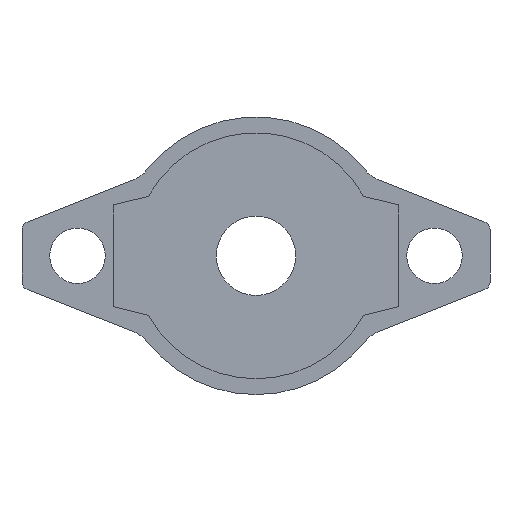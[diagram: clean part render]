
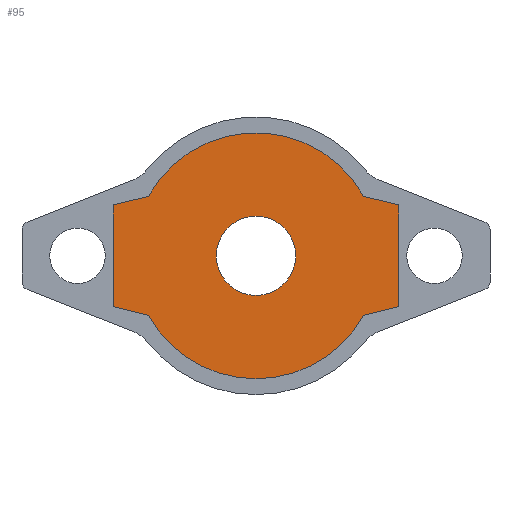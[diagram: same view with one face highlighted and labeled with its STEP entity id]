
A CAD part, front view. The second image highlights one B-rep face of the part: STEP entity #95.
In plain terms, the highlighted planar face has unit normal (0, -1, 0).
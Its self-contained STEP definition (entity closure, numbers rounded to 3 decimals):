
#19 = DIRECTION ( 'NONE',  ( 0., 0., -1. ) ) ;
#30 = CIRCLE ( 'NONE', #206, 5. ) ;
#45 = LINE ( 'NONE', #1367, #624 ) ;
#81 = CARTESIAN_POINT ( 'NONE',  ( 0., 2., 0. ) ) ;
#95 = ADVANCED_FACE ( 'NONE', ( #918, #1221 ), #780, .T. ) ;
#100 = AXIS2_PLACEMENT_3D ( 'NONE', #1341, #1121, #19 ) ;
#130 = AXIS2_PLACEMENT_3D ( 'NONE', #232, #368, #168 ) ;
#141 = CARTESIAN_POINT ( 'NONE',  ( 0., 2., 0. ) ) ;
#161 = VECTOR ( 'NONE', #431, 1000. ) ;
#168 = DIRECTION ( 'NONE',  ( 0., 0., -1. ) ) ;
#172 = ORIENTED_EDGE ( 'NONE', *, *, #1316, .T. ) ;
#178 = CARTESIAN_POINT ( 'NONE',  ( 0., 2., 0. ) ) ;
#184 = VECTOR ( 'NONE', #927, 1000. ) ;
#206 = AXIS2_PLACEMENT_3D ( 'NONE', #556, #872, #580 ) ;
#211 = AXIS2_PLACEMENT_3D ( 'NONE', #141, #661, #366 ) ;
#215 = EDGE_CURVE ( 'NONE', #475, #1165, #45, .T. ) ;
#225 = CIRCLE ( 'NONE', #100, 5. ) ;
#232 = CARTESIAN_POINT ( 'NONE',  ( 0., 2., 0. ) ) ;
#274 = VERTEX_POINT ( 'NONE', #476 ) ;
#300 = LINE ( 'NONE', #629, #1251 ) ;
#321 = EDGE_CURVE ( 'NONE', #1404, #600, #866, .T. ) ;
#364 = AXIS2_PLACEMENT_3D ( 'NONE', #81, #511, #1053 ) ;
#366 = DIRECTION ( 'NONE',  ( 0., 0., -1. ) ) ;
#368 = DIRECTION ( 'NONE',  ( 0., -1., 0. ) ) ;
#374 = CARTESIAN_POINT ( 'NONE',  ( -18., 2., -6.407 ) ) ;
#420 = CARTESIAN_POINT ( 'NONE',  ( 0., 2., -5. ) ) ;
#431 = DIRECTION ( 'NONE',  ( 0., 0., 1. ) ) ;
#475 = VERTEX_POINT ( 'NONE', #1299 ) ;
#476 = CARTESIAN_POINT ( 'NONE',  ( 0., 2., 5. ) ) ;
#487 = ORIENTED_EDGE ( 'NONE', *, *, #604, .T. ) ;
#492 = CIRCLE ( 'NONE', #573, 15.5 ) ;
#511 = DIRECTION ( 'NONE',  ( 0., -1., 0. ) ) ;
#514 = VECTOR ( 'NONE', #920, 1000. ) ;
#515 = CARTESIAN_POINT ( 'NONE',  ( -13.565, 2., -7.5 ) ) ;
#516 = VERTEX_POINT ( 'NONE', #1383 ) ;
#523 = EDGE_CURVE ( 'NONE', #1165, #1063, #847, .T. ) ;
#531 = ORIENTED_EDGE ( 'NONE', *, *, #715, .F. ) ;
#556 = CARTESIAN_POINT ( 'NONE',  ( 0., 2., 0. ) ) ;
#573 = AXIS2_PLACEMENT_3D ( 'NONE', #178, #820, #1412 ) ;
#577 = LINE ( 'NONE', #1017, #514 ) ;
#580 = DIRECTION ( 'NONE',  ( 0., 0., -1. ) ) ;
#586 = EDGE_CURVE ( 'NONE', #600, #475, #492, .T. ) ;
#592 = EDGE_CURVE ( 'NONE', #516, #1269, #1298, .T. ) ;
#600 = VERTEX_POINT ( 'NONE', #764 ) ;
#602 = ORIENTED_EDGE ( 'NONE', *, *, #215, .T. ) ;
#604 = EDGE_CURVE ( 'NONE', #1351, #842, #886, .T. ) ;
#624 = VECTOR ( 'NONE', #1035, 1000. ) ;
#629 = CARTESIAN_POINT ( 'NONE',  ( 18., 2., 6.407 ) ) ;
#661 = DIRECTION ( 'NONE',  ( 0., -1., 0. ) ) ;
#715 = EDGE_CURVE ( 'NONE', #1079, #274, #30, .T. ) ;
#732 = LINE ( 'NONE', #935, #184 ) ;
#764 = CARTESIAN_POINT ( 'NONE',  ( 0., 2., -15.5 ) ) ;
#780 = PLANE ( 'NONE',  #211 ) ;
#820 = DIRECTION ( 'NONE',  ( 0., -1., 0. ) ) ;
#832 = ORIENTED_EDGE ( 'NONE', *, *, #870, .T. ) ;
#842 = VERTEX_POINT ( 'NONE', #881 ) ;
#847 = LINE ( 'NONE', #860, #161 ) ;
#860 = CARTESIAN_POINT ( 'NONE',  ( 18., 2., 6.407 ) ) ;
#866 = CIRCLE ( 'NONE', #364, 15.5 ) ;
#870 = EDGE_CURVE ( 'NONE', #842, #516, #732, .T. ) ;
#872 = DIRECTION ( 'NONE',  ( 0., -1., 0. ) ) ;
#881 = CARTESIAN_POINT ( 'NONE',  ( -13.565, 2., 7.5 ) ) ;
#884 = DIRECTION ( 'NONE',  ( 0., 0., -1. ) ) ;
#885 = CARTESIAN_POINT ( 'NONE',  ( 18., 2., 6.407 ) ) ;
#886 = CIRCLE ( 'NONE', #130, 15.5 ) ;
#889 = ORIENTED_EDGE ( 'NONE', *, *, #586, .T. ) ;
#892 = EDGE_LOOP ( 'NONE', ( #531, #1398 ) ) ;
#918 = FACE_BOUND ( 'NONE', #892, .T. ) ;
#920 = DIRECTION ( 'NONE',  ( 0.971, 0., -0.239 ) ) ;
#927 = DIRECTION ( 'NONE',  ( -0.971, 0., -0.239 ) ) ;
#935 = CARTESIAN_POINT ( 'NONE',  ( -18., 2., 6.407 ) ) ;
#977 = CARTESIAN_POINT ( 'NONE',  ( -18., 2., 6.407 ) ) ;
#1017 = CARTESIAN_POINT ( 'NONE',  ( -18., 2., -6.407 ) ) ;
#1022 = EDGE_CURVE ( 'NONE', #1063, #1351, #300, .T. ) ;
#1035 = DIRECTION ( 'NONE',  ( 0.971, 0., 0.239 ) ) ;
#1053 = DIRECTION ( 'NONE',  ( 0., 0., -1. ) ) ;
#1057 = EDGE_LOOP ( 'NONE', ( #832, #1125, #172, #1279, #889, #602, #1179, #1379, #487 ) ) ;
#1063 = VERTEX_POINT ( 'NONE', #885 ) ;
#1079 = VERTEX_POINT ( 'NONE', #420 ) ;
#1121 = DIRECTION ( 'NONE',  ( 0., -1., 0. ) ) ;
#1125 = ORIENTED_EDGE ( 'NONE', *, *, #592, .T. ) ;
#1165 = VERTEX_POINT ( 'NONE', #1399 ) ;
#1179 = ORIENTED_EDGE ( 'NONE', *, *, #523, .T. ) ;
#1190 = DIRECTION ( 'NONE',  ( -0.971, 0., 0.239 ) ) ;
#1221 = FACE_OUTER_BOUND ( 'NONE', #1057, .T. ) ;
#1251 = VECTOR ( 'NONE', #1190, 1000. ) ;
#1269 = VERTEX_POINT ( 'NONE', #374 ) ;
#1279 = ORIENTED_EDGE ( 'NONE', *, *, #321, .T. ) ;
#1298 = LINE ( 'NONE', #977, #1307 ) ;
#1299 = CARTESIAN_POINT ( 'NONE',  ( 13.565, 2., -7.5 ) ) ;
#1307 = VECTOR ( 'NONE', #884, 1000. ) ;
#1314 = EDGE_CURVE ( 'NONE', #274, #1079, #225, .T. ) ;
#1316 = EDGE_CURVE ( 'NONE', #1269, #1404, #577, .T. ) ;
#1341 = CARTESIAN_POINT ( 'NONE',  ( 0., 2., 0. ) ) ;
#1351 = VERTEX_POINT ( 'NONE', #1362 ) ;
#1362 = CARTESIAN_POINT ( 'NONE',  ( 13.565, 2., 7.5 ) ) ;
#1367 = CARTESIAN_POINT ( 'NONE',  ( 18., 2., -6.407 ) ) ;
#1379 = ORIENTED_EDGE ( 'NONE', *, *, #1022, .T. ) ;
#1383 = CARTESIAN_POINT ( 'NONE',  ( -18., 2., 6.407 ) ) ;
#1398 = ORIENTED_EDGE ( 'NONE', *, *, #1314, .F. ) ;
#1399 = CARTESIAN_POINT ( 'NONE',  ( 18., 2., -6.407 ) ) ;
#1404 = VERTEX_POINT ( 'NONE', #515 ) ;
#1412 = DIRECTION ( 'NONE',  ( 0., 0., -1. ) ) ;
